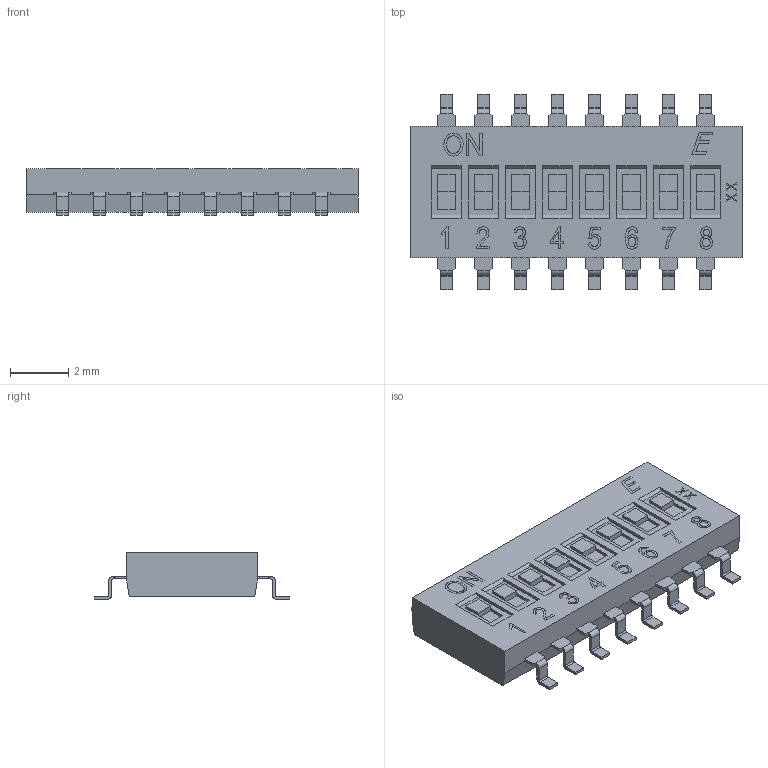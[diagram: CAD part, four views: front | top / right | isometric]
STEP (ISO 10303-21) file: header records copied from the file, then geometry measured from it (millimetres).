
FILE_DESCRIPTION(/* description */ (''),/* implementation_level */ '2;1');
FILE_NAME(/* name */ 'KAN1108Rx.stp',/* time_stamp */ '2021-02-18T19:24:08-06:00',/* author */ ('mwilliams'),/* organization */ (''),/* preprocessor_version */ 'ST-DEVELOPER v18',/* originating_system */ 'Autodesk Inventor 2020',/* authorisation */ '');
FILE_SCHEMA (('AUTOMOTIVE_DESIGN { 1 0 10303 214 3 1 1 }'));
Length unit declared in the file: inch
Products named in the file (1): N111198_Shrinkwrap_1
Bounding box: 11.39 x 6.7 x 1.6 mm (x, y, z)
Volume: 76.1 mm3; surface area: 185.2 mm2
Topology: 1 solids, 1 shells, 578 faces, 1514 edges, 972 vertices
Faces by surface type: plane 432, bspline 82, cylinder 64
Entity records: 18455 total; most frequent: CARTESIAN_POINT 4067, ORIENTED_EDGE 3028, DIRECTION 2472, EDGE_CURVE 1514, LINE 1222, VECTOR 1222, VERTEX_POINT 972, AXIS2_PLACEMENT_3D 625
